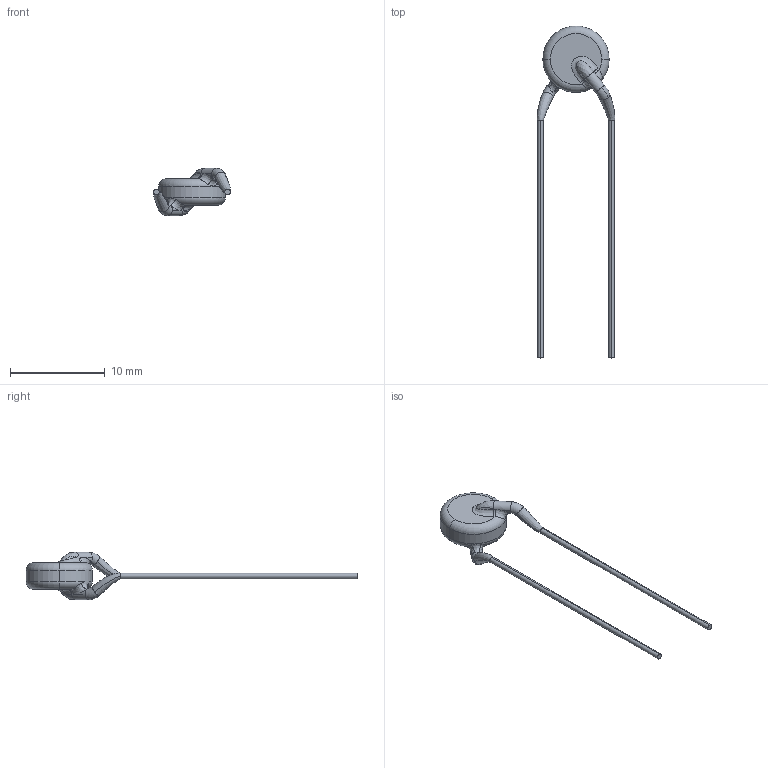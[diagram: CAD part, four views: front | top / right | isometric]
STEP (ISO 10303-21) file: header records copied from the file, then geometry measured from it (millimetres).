
FILE_DESCRIPTION (( 'STEP AP214' ), '1' );
FILE_NAME ('DE21XSA100KN3AY02F.STEP', '2020-01-22T18:40:20', ( '' ), ( '' ), 'SwSTEP 2.0', 'SolidWorks 2018', '' );
FILE_SCHEMA (( 'AUTOMOTIVE_DESIGN' ));
Length unit declared in the file: millimetre
Products named in the file (1): DE21XSA100KN3AY02F
Bounding box: 8.16 x 35 x 5 mm (x, y, z)
Volume: 132 mm3; surface area: 258.3 mm2
Topology: 3 solids, 3 shells, 48 faces, 110 edges, 68 vertices
Faces by surface type: cylinder 16, bspline 16, plane 8, torus 8
Entity records: 3464 total; most frequent: CARTESIAN_POINT 2399, ORIENTED_EDGE 220, DIRECTION 200, EDGE_CURVE 110, AXIS2_PLACEMENT_3D 91, VERTEX_POINT 68, CIRCLE 58, FACE_OUTER_BOUND 48
